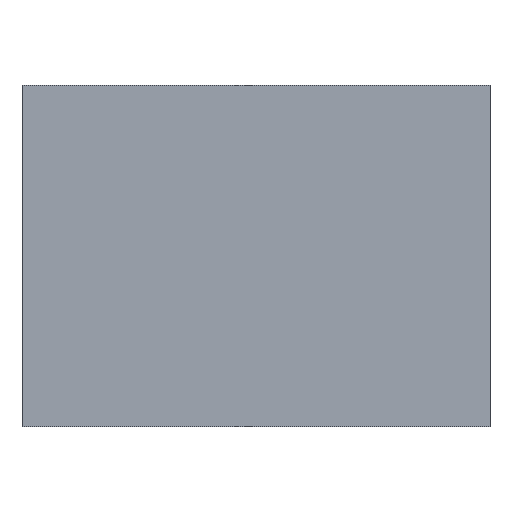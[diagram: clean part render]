
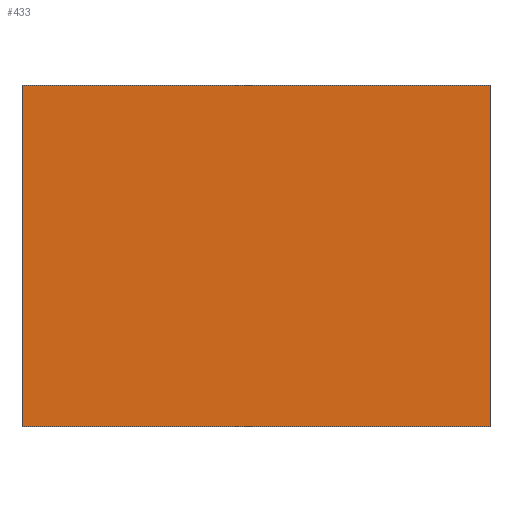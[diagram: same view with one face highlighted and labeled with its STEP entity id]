
A CAD part, top view. The second image highlights one B-rep face of the part: STEP entity #433.
In plain terms, the highlighted planar face has unit normal (0, 0, 1).
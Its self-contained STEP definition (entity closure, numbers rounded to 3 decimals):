
#60=FACE_OUTER_BOUND('',#85,.T.);
#85=EDGE_LOOP('',(#391,#392,#393,#394));
#135=LINE('',#9589,#154);
#138=LINE('',#9595,#157);
#141=LINE('',#9601,#160);
#144=LINE('',#9605,#163);
#154=VECTOR('',#484,10.);
#157=VECTOR('',#489,10.);
#160=VECTOR('',#494,10.);
#163=VECTOR('',#499,10.);
#201=VERTEX_POINT('',#9586);
#202=VERTEX_POINT('',#9588);
#204=VERTEX_POINT('',#9594);
#206=VERTEX_POINT('',#9600);
#261=EDGE_CURVE('',#202,#201,#135,.T.);
#264=EDGE_CURVE('',#204,#202,#138,.T.);
#267=EDGE_CURVE('',#206,#204,#141,.T.);
#270=EDGE_CURVE('',#201,#206,#144,.T.);
#391=ORIENTED_EDGE('',*,*,#270,.T.);
#392=ORIENTED_EDGE('',*,*,#267,.T.);
#393=ORIENTED_EDGE('',*,*,#264,.T.);
#394=ORIENTED_EDGE('',*,*,#261,.T.);
#408=PLANE('',#459);
#433=ADVANCED_FACE('',(#60),#408,.T.);
#459=AXIS2_PLACEMENT_3D('',#9606,#500,#501);
#484=DIRECTION('',(0.,-1.,0.));
#489=DIRECTION('',(-1.,0.,0.));
#494=DIRECTION('',(0.,1.,0.));
#499=DIRECTION('',(1.,0.,0.));
#500=DIRECTION('center_axis',(0.,0.,1.));
#501=DIRECTION('ref_axis',(1.,0.,0.));
#9586=CARTESIAN_POINT('',(-185.,0.,120.));
#9588=CARTESIAN_POINT('',(-185.,270.,120.));
#9589=CARTESIAN_POINT('',(-185.,0.,120.));
#9594=CARTESIAN_POINT('',(185.,270.,120.));
#9595=CARTESIAN_POINT('',(185.,270.,120.));
#9600=CARTESIAN_POINT('',(185.,0.,120.));
#9601=CARTESIAN_POINT('',(185.,0.,120.));
#9605=CARTESIAN_POINT('',(0.,0.,120.));
#9606=CARTESIAN_POINT('Origin',(0.,135.,120.));
